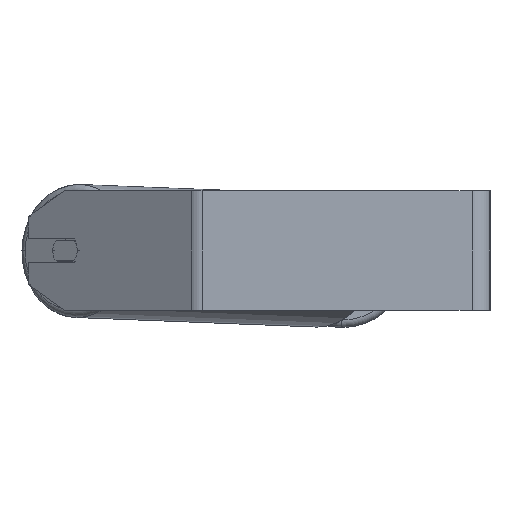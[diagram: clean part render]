
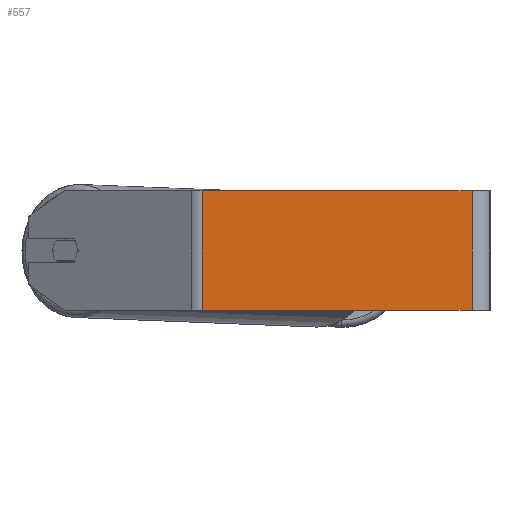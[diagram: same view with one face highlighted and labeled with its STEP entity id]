
A CAD part, left-side view. The second image highlights one B-rep face of the part: STEP entity #557.
In plain terms, the highlighted planar face has unit normal (-1, 0, 0).
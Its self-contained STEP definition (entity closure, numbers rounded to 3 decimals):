
#104 = DIRECTION ( 'NONE',  ( 0., -1., 0. ) ) ;
#556 = ORIENTED_EDGE ( 'NONE', *, *, #4498, .F. ) ;
#557 = ADVANCED_FACE ( 'NONE', ( #2562 ), #5252, .F. ) ;
#655 = VECTOR ( 'NONE', #1189, 1000. ) ;
#1189 = DIRECTION ( 'NONE',  ( 0., 0., -1. ) ) ;
#1386 = LINE ( 'NONE', #6835, #8207 ) ;
#1890 = DIRECTION ( 'NONE',  ( 1., 0., 0. ) ) ;
#1916 = VERTEX_POINT ( 'NONE', #3106 ) ;
#2062 = AXIS2_PLACEMENT_3D ( 'NONE', #7948, #1890, #7284 ) ;
#2454 = EDGE_CURVE ( 'NONE', #6524, #5241, #3311, .T. ) ;
#2562 = FACE_OUTER_BOUND ( 'NONE', #6508, .T. ) ;
#3106 = CARTESIAN_POINT ( 'NONE',  ( -490., 12., 40. ) ) ;
#3244 = VERTEX_POINT ( 'NONE', #3851 ) ;
#3311 = LINE ( 'NONE', #5349, #655 ) ;
#3370 = VECTOR ( 'NONE', #104, 1000. ) ;
#3522 = CARTESIAN_POINT ( 'NONE',  ( -490., 192.285, -40. ) ) ;
#3851 = CARTESIAN_POINT ( 'NONE',  ( -490., 12., -40. ) ) ;
#3862 = CARTESIAN_POINT ( 'NONE',  ( -490., 196.068, 40. ) ) ;
#4125 = DIRECTION ( 'NONE',  ( 0., 0., -1. ) ) ;
#4266 = LINE ( 'NONE', #6301, #3370 ) ;
#4498 = EDGE_CURVE ( 'NONE', #6524, #1916, #5908, .T. ) ;
#4595 = EDGE_CURVE ( 'NONE', #5241, #3244, #4266, .T. ) ;
#5241 = VERTEX_POINT ( 'NONE', #3522 ) ;
#5252 = PLANE ( 'NONE',  #2062 ) ;
#5349 = CARTESIAN_POINT ( 'NONE',  ( -490., 192.285, 40. ) ) ;
#5908 = LINE ( 'NONE', #3862, #7464 ) ;
#6083 = DIRECTION ( 'NONE',  ( 0., -1., 0. ) ) ;
#6301 = CARTESIAN_POINT ( 'NONE',  ( -490., 196.068, -40. ) ) ;
#6335 = ORIENTED_EDGE ( 'NONE', *, *, #7214, .F. ) ;
#6508 = EDGE_LOOP ( 'NONE', ( #7707, #6335, #556, #8509 ) ) ;
#6524 = VERTEX_POINT ( 'NONE', #7199 ) ;
#6835 = CARTESIAN_POINT ( 'NONE',  ( -490., 12., 40. ) ) ;
#7199 = CARTESIAN_POINT ( 'NONE',  ( -490., 192.285, 40. ) ) ;
#7214 = EDGE_CURVE ( 'NONE', #1916, #3244, #1386, .T. ) ;
#7284 = DIRECTION ( 'NONE',  ( 0., 0., -1. ) ) ;
#7464 = VECTOR ( 'NONE', #6083, 1000. ) ;
#7707 = ORIENTED_EDGE ( 'NONE', *, *, #4595, .T. ) ;
#7948 = CARTESIAN_POINT ( 'NONE',  ( -490., 196.068, 40. ) ) ;
#8207 = VECTOR ( 'NONE', #4125, 1000. ) ;
#8509 = ORIENTED_EDGE ( 'NONE', *, *, #2454, .T. ) ;
